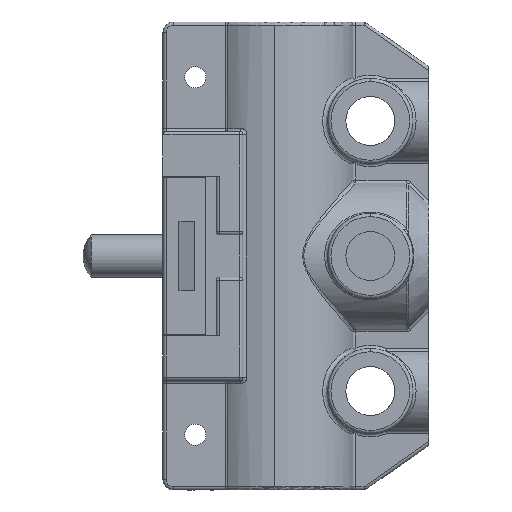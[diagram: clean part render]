
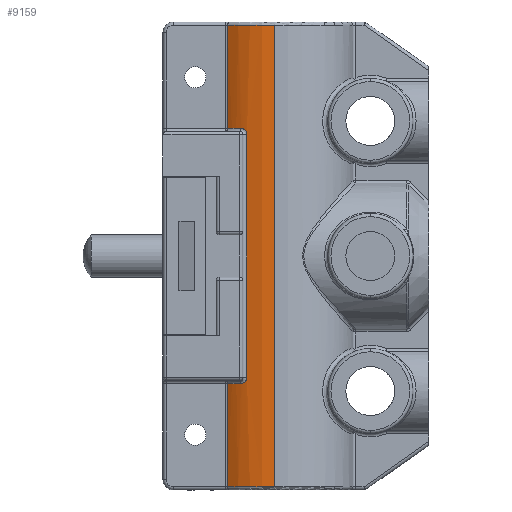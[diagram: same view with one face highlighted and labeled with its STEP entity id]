
A CAD part, left-side view. The second image highlights one B-rep face of the part: STEP entity #9159.
In plain terms, the highlighted cylindrical face has radius 7.5 mm (diameter 15 mm), a partial arc.
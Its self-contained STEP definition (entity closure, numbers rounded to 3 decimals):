
#117 = ORIENTED_EDGE ( 'NONE', *, *, #4798, .T. ) ;
#356 = EDGE_CURVE ( 'NONE', #5052, #11170, #3688, .T. ) ;
#547 = CARTESIAN_POINT ( 'NONE',  ( -6.796, 3.173, -12. ) ) ;
#629 = ORIENTED_EDGE ( 'NONE', *, *, #5545, .T. ) ;
#812 = VECTOR ( 'NONE', #9091, 1000. ) ;
#1002 = ORIENTED_EDGE ( 'NONE', *, *, #12995, .T. ) ;
#1042 = VECTOR ( 'NONE', #2691, 1000. ) ;
#1133 = EDGE_CURVE ( 'NONE', #12786, #13411, #4135, .T. ) ;
#1296 = ORIENTED_EDGE ( 'NONE', *, *, #10072, .F. ) ;
#1317 = DIRECTION ( 'NONE',  ( 0., 0., -1. ) ) ;
#1343 = ORIENTED_EDGE ( 'NONE', *, *, #7187, .T. ) ;
#1922 = EDGE_CURVE ( 'NONE', #7527, #11288, #11531, .T. ) ;
#1964 = AXIS2_PLACEMENT_3D ( 'NONE', #7962, #6022, #6034 ) ;
#2124 = CARTESIAN_POINT ( 'NONE',  ( -6.058, 4.422, -12. ) ) ;
#2142 = DIRECTION ( 'NONE',  ( 1., 0., 0. ) ) ;
#2184 = CARTESIAN_POINT ( 'NONE',  ( -7.5, 0., -21.7 ) ) ;
#2537 = DIRECTION ( 'NONE',  ( 0., 0., -1. ) ) ;
#2565 = VERTEX_POINT ( 'NONE', #2184 ) ;
#2576 = CARTESIAN_POINT ( 'NONE',  ( -7.036, 2.596, 22. ) ) ;
#2691 = DIRECTION ( 'NONE',  ( 0., 0., -1. ) ) ;
#3274 = ORIENTED_EDGE ( 'NONE', *, *, #1922, .T. ) ;
#3376 = CARTESIAN_POINT ( 'NONE',  ( 0., 0., 21.7 ) ) ;
#3523 = AXIS2_PLACEMENT_3D ( 'NONE', #3376, #2537, #2142 ) ;
#3688 = LINE ( 'NONE', #11054, #11585 ) ;
#3845 = AXIS2_PLACEMENT_3D ( 'NONE', #9645, #12339, #5083 ) ;
#3953 = LINE ( 'NONE', #5336, #1042 ) ;
#4135 = B_SPLINE_CURVE_WITH_KNOTS ( 'NONE', 3,
 ( #547, #6079, #5788, #5878, #5399, #5157 ),
 .UNSPECIFIED., .F., .F.,
 ( 4, 2, 4 ),
 ( 0., 0., 0.001 ),
 .UNSPECIFIED. ) ;
#4761 = CIRCLE ( 'NONE', #11189, 7.5 ) ;
#4798 = EDGE_CURVE ( 'NONE', #11170, #7836, #8080, .T. ) ;
#5052 = VERTEX_POINT ( 'NONE', #9822 ) ;
#5078 = CARTESIAN_POINT ( 'NONE',  ( -7.036, 2.596, -11.4 ) ) ;
#5083 = DIRECTION ( 'NONE',  ( 0., 1., 0. ) ) ;
#5157 = CARTESIAN_POINT ( 'NONE',  ( -7.036, 2.596, -11.4 ) ) ;
#5336 = CARTESIAN_POINT ( 'NONE',  ( -7.5, 0., 22. ) ) ;
#5399 = CARTESIAN_POINT ( 'NONE',  ( -7.036, 2.596, -11.562 ) ) ;
#5545 = EDGE_CURVE ( 'NONE', #10633, #13411, #11497, .T. ) ;
#5651 = ORIENTED_EDGE ( 'NONE', *, *, #11872, .T. ) ;
#5775 = CARTESIAN_POINT ( 'NONE',  ( -6.058, 4.422, 12. ) ) ;
#5788 = CARTESIAN_POINT ( 'NONE',  ( -6.927, 2.879, -11.939 ) ) ;
#5878 = CARTESIAN_POINT ( 'NONE',  ( -7.013, 2.662, -11.72 ) ) ;
#6022 = DIRECTION ( 'NONE',  ( 0., 0., 1. ) ) ;
#6034 = DIRECTION ( 'NONE',  ( 1., 0., 0. ) ) ;
#6079 = CARTESIAN_POINT ( 'NONE',  ( -6.864, 3.026, -12. ) ) ;
#6483 = EDGE_CURVE ( 'NONE', #10633, #7836, #9489, .T. ) ;
#6580 = CARTESIAN_POINT ( 'NONE',  ( -6.796, 3.173, -12. ) ) ;
#6814 = CYLINDRICAL_SURFACE ( 'NONE', #12537, 7.5 ) ;
#7168 = CIRCLE ( 'NONE', #3523, 7.5 ) ;
#7187 = EDGE_CURVE ( 'NONE', #7595, #5052, #7168, .T. ) ;
#7418 = DIRECTION ( 'NONE',  ( 0., 0., -1. ) ) ;
#7527 = VERTEX_POINT ( 'NONE', #2124 ) ;
#7595 = VERTEX_POINT ( 'NONE', #8655 ) ;
#7836 = VERTEX_POINT ( 'NONE', #13436 ) ;
#7962 = CARTESIAN_POINT ( 'NONE',  ( 0., 0., -21.7 ) ) ;
#8080 = CIRCLE ( 'NONE', #3845, 7.5 ) ;
#8655 = CARTESIAN_POINT ( 'NONE',  ( -7.5, 0., 21.7 ) ) ;
#9091 = DIRECTION ( 'NONE',  ( 0., 0., -1. ) ) ;
#9159 = ADVANCED_FACE ( 'NONE', ( #11192 ), #6814, .T. ) ;
#9489 = B_SPLINE_CURVE_WITH_KNOTS ( 'NONE', 3,
 ( #10413, #10400, #10251, #10434, #10451, #10465 ),
 .UNSPECIFIED., .F., .F.,
 ( 4, 2, 4 ),
 ( 0., 0., 0.001 ),
 .UNSPECIFIED. ) ;
#9645 = CARTESIAN_POINT ( 'NONE',  ( 0., 0., 12. ) ) ;
#9822 = CARTESIAN_POINT ( 'NONE',  ( -6.058, 4.422, 21.7 ) ) ;
#10072 = EDGE_CURVE ( 'NONE', #7595, #2565, #3953, .T. ) ;
#10251 = CARTESIAN_POINT ( 'NONE',  ( -7.013, 2.662, 11.72 ) ) ;
#10400 = CARTESIAN_POINT ( 'NONE',  ( -7.036, 2.596, 11.562 ) ) ;
#10413 = CARTESIAN_POINT ( 'NONE',  ( -7.036, 2.596, 11.4 ) ) ;
#10434 = CARTESIAN_POINT ( 'NONE',  ( -6.926, 2.88, 11.94 ) ) ;
#10451 = CARTESIAN_POINT ( 'NONE',  ( -6.864, 3.026, 12. ) ) ;
#10465 = CARTESIAN_POINT ( 'NONE',  ( -6.796, 3.173, 12. ) ) ;
#10633 = VERTEX_POINT ( 'NONE', #12621 ) ;
#11054 = CARTESIAN_POINT ( 'NONE',  ( -6.058, 4.422, 22. ) ) ;
#11140 = ORIENTED_EDGE ( 'NONE', *, *, #356, .T. ) ;
#11170 = VERTEX_POINT ( 'NONE', #5775 ) ;
#11189 = AXIS2_PLACEMENT_3D ( 'NONE', #12899, #1317, #12636 ) ;
#11192 = FACE_OUTER_BOUND ( 'NONE', #12322, .T. ) ;
#11288 = VERTEX_POINT ( 'NONE', #13543 ) ;
#11497 = LINE ( 'NONE', #2576, #812 ) ;
#11531 = LINE ( 'NONE', #11929, #11877 ) ;
#11585 = VECTOR ( 'NONE', #7418, 1000. ) ;
#11872 = EDGE_CURVE ( 'NONE', #12786, #7527, #4761, .T. ) ;
#11877 = VECTOR ( 'NONE', #13364, 1000. ) ;
#11929 = CARTESIAN_POINT ( 'NONE',  ( -6.058, 4.422, 22. ) ) ;
#12042 = ORIENTED_EDGE ( 'NONE', *, *, #1133, .F. ) ;
#12179 = CIRCLE ( 'NONE', #1964, 7.5 ) ;
#12322 = EDGE_LOOP ( 'NONE', ( #1296, #1343, #11140, #117, #12592, #629, #12042, #5651, #3274, #1002 ) ) ;
#12339 = DIRECTION ( 'NONE',  ( 0., 0., 1. ) ) ;
#12537 = AXIS2_PLACEMENT_3D ( 'NONE', #13042, #13331, #13064 ) ;
#12592 = ORIENTED_EDGE ( 'NONE', *, *, #6483, .F. ) ;
#12621 = CARTESIAN_POINT ( 'NONE',  ( -7.036, 2.596, 11.4 ) ) ;
#12636 = DIRECTION ( 'NONE',  ( 0., -1., 0. ) ) ;
#12786 = VERTEX_POINT ( 'NONE', #6580 ) ;
#12899 = CARTESIAN_POINT ( 'NONE',  ( 0., 0., -12. ) ) ;
#12995 = EDGE_CURVE ( 'NONE', #11288, #2565, #12179, .T. ) ;
#13042 = CARTESIAN_POINT ( 'NONE',  ( 0., 0., 22. ) ) ;
#13064 = DIRECTION ( 'NONE',  ( -1., 0., 0. ) ) ;
#13331 = DIRECTION ( 'NONE',  ( 0., 0., -1. ) ) ;
#13364 = DIRECTION ( 'NONE',  ( 0., 0., -1. ) ) ;
#13411 = VERTEX_POINT ( 'NONE', #5078 ) ;
#13436 = CARTESIAN_POINT ( 'NONE',  ( -6.796, 3.173, 12. ) ) ;
#13543 = CARTESIAN_POINT ( 'NONE',  ( -6.058, 4.422, -21.7 ) ) ;
